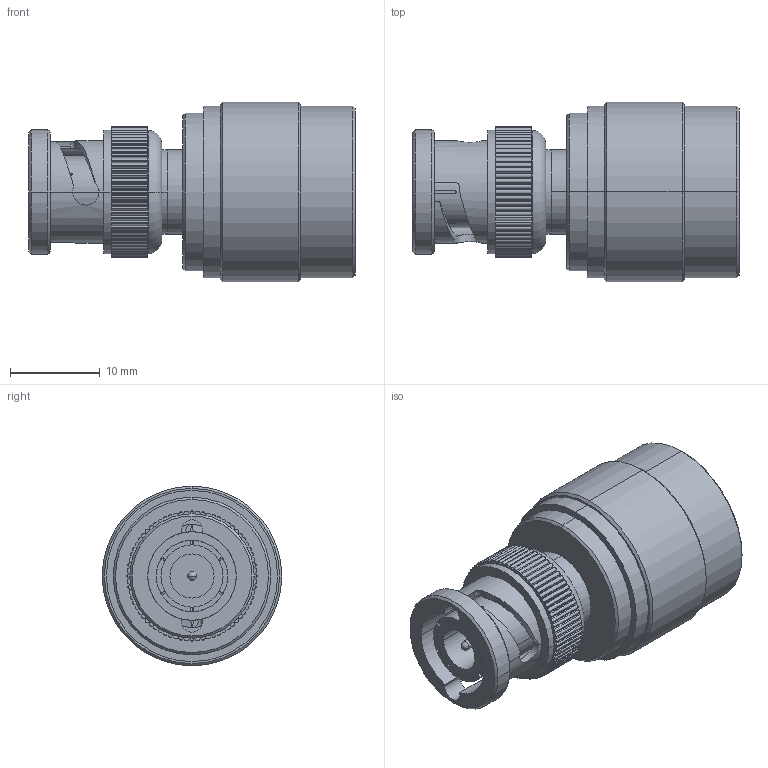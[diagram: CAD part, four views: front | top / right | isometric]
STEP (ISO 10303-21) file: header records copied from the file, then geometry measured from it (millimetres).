
FILE_DESCRIPTION (( 'STEP AP214' ), '1' );
FILE_NAME ('FMAD10090_3D.step', '2025-02-24T20:25:39', ( '' ), ( '' ), 'SwSTEP 2.0', 'SolidWorks 2022', '' );
FILE_SCHEMA (( 'AUTOMOTIVE_DESIGN' ));
Length unit declared in the file: inch
Products named in the file (3): FMAD10090_3D; Copy of BN107^FMAD10090; Copy of 3AB03-002^FMAD10090_with flange
Assembly tree (2 placements, depth 2):
  FMAD10090_3D
    Copy of BN107^FMAD10090
    Copy of 3AB03-002^FMAD10090_with flange
Bounding box: 36.3 x 19.99 x 19.99 mm (x, y, z)
Volume: 5383.3 mm3; surface area: 4882 mm2
Topology: 2 solids, 2 shells, 443 faces, 1204 edges, 775 vertices
Faces by surface type: plane 199, cylinder 186, cone 46, bspline 8, sphere 2, torus 2
Entity records: 14913 total; most frequent: CARTESIAN_POINT 3309, ORIENTED_EDGE 2400, DIRECTION 2390, EDGE_CURVE 1200, AXIS2_PLACEMENT_3D 824, VERTEX_POINT 773, VECTOR 742, LINE 742
